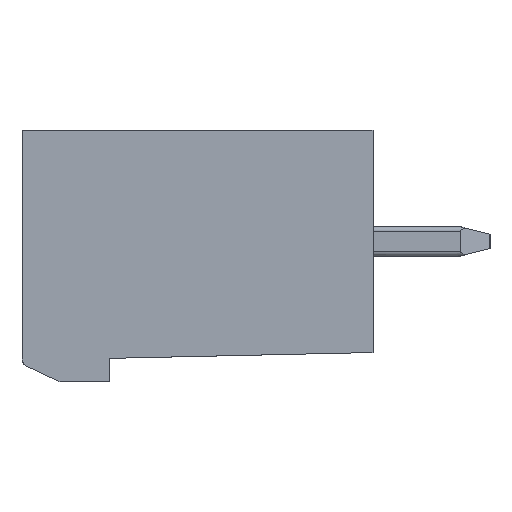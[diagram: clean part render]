
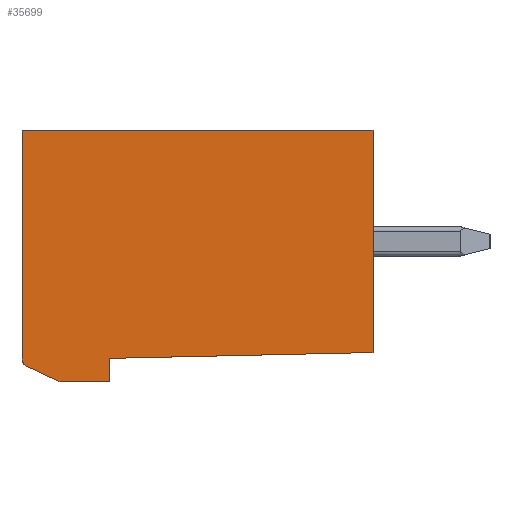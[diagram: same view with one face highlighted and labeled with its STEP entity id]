
A CAD part, left-side view. The second image highlights one B-rep face of the part: STEP entity #35699.
In plain terms, the highlighted planar face has unit normal (-1, 0, 0).
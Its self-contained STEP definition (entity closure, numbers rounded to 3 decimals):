
#9674=DIRECTION('',(0.,-1.,0.));
#9675=VECTOR('',#9674,12.);
#9676=CARTESIAN_POINT('',(11.56,12.,-1.4));
#9677=LINE('',#9676,#9675);
#10174=DIRECTION('',(0.,-1.,0.022));
#10175=VECTOR('',#10174,9.002);
#10176=CARTESIAN_POINT('',(11.56,9.,-9.2));
#10177=LINE('',#10176,#10175);
#10178=DIRECTION('',(0.,0.,1.));
#10179=VECTOR('',#10178,0.8);
#10180=CARTESIAN_POINT('',(11.56,9.,-10.));
#10181=LINE('',#10180,#10179);
#10182=DIRECTION('',(0.,-1.,0.));
#10183=VECTOR('',#10182,1.7);
#10184=CARTESIAN_POINT('',(11.56,10.7,-10.));
#10185=LINE('',#10184,#10183);
#10186=DIRECTION('',(0.,-0.908,-0.419));
#10187=VECTOR('',#10186,1.24);
#10188=CARTESIAN_POINT('',(11.56,11.826,-9.48));
#10189=LINE('',#10188,#10187);
#10190=CARTESIAN_POINT('',(11.56,11.7,-9.208));
#10191=DIRECTION('',(-1.,0.,0.));
#10192=DIRECTION('',(0.,1.,0.));
#10193=AXIS2_PLACEMENT_3D('',#10190,#10191,#10192);
#10195=DIRECTION('',(0.,0.,-1.));
#10196=VECTOR('',#10195,7.808);
#10197=CARTESIAN_POINT('',(11.56,12.,-1.4));
#10198=LINE('',#10197,#10196);
#10199=DIRECTION('',(0.,0.,1.));
#10200=VECTOR('',#10199,7.6);
#10201=CARTESIAN_POINT('',(11.56,0.,-9.));
#10202=LINE('',#10201,#10200);
#18169=CARTESIAN_POINT('',(11.56,0.,-1.4));
#18170=VERTEX_POINT('',#18169);
#18171=CARTESIAN_POINT('',(11.56,0.,-9.));
#18172=VERTEX_POINT('',#18171);
#18257=CARTESIAN_POINT('',(11.56,12.,-9.208));
#18258=VERTEX_POINT('',#18257);
#18259=CARTESIAN_POINT('',(11.56,12.,-1.4));
#18260=VERTEX_POINT('',#18259);
#18456=CARTESIAN_POINT('',(11.56,10.7,-10.));
#18457=CARTESIAN_POINT('',(11.56,9.,-10.));
#18458=VERTEX_POINT('',#18456);
#18459=VERTEX_POINT('',#18457);
#18468=CARTESIAN_POINT('',(11.56,9.,-9.2));
#18469=VERTEX_POINT('',#18468);
#18478=CARTESIAN_POINT('',(11.56,11.826,-9.48));
#18479=VERTEX_POINT('',#18478);
#35679=CARTESIAN_POINT('',(11.56,0.,-5.2));
#35680=DIRECTION('',(-1.,0.,0.));
#35681=DIRECTION('',(0.,-1.,0.));
#35682=AXIS2_PLACEMENT_3D('',#35679,#35680,#35681);
#35683=PLANE('',#35682);
#35685=ORIENTED_EDGE('',*,*,#35684,.F.);
#35687=ORIENTED_EDGE('',*,*,#35686,.F.);
#35689=ORIENTED_EDGE('',*,*,#35688,.F.);
#35691=ORIENTED_EDGE('',*,*,#35690,.F.);
#35693=ORIENTED_EDGE('',*,*,#35692,.F.);
#35694=ORIENTED_EDGE('',*,*,#22110,.F.);
#35695=ORIENTED_EDGE('',*,*,#35041,.T.);
#35696=ORIENTED_EDGE('',*,*,#21093,.F.);
#35697=EDGE_LOOP('',(#35685,#35687,#35689,#35691,#35693,#35694,#35695,#35696));
#35698=FACE_OUTER_BOUND('',#35697,.F.);
#10194=CIRCLE('',#10193,0.3);
#21093=EDGE_CURVE('',#18172,#18170,#10202,.T.);
#22110=EDGE_CURVE('',#18260,#18258,#10198,.T.);
#35041=EDGE_CURVE('',#18260,#18170,#9677,.T.);
#35684=EDGE_CURVE('',#18469,#18172,#10177,.T.);
#35686=EDGE_CURVE('',#18459,#18469,#10181,.T.);
#35688=EDGE_CURVE('',#18458,#18459,#10185,.T.);
#35690=EDGE_CURVE('',#18479,#18458,#10189,.T.);
#35692=EDGE_CURVE('',#18258,#18479,#10194,.T.);
#35699=ADVANCED_FACE('',(#35698),#35683,.T.);
